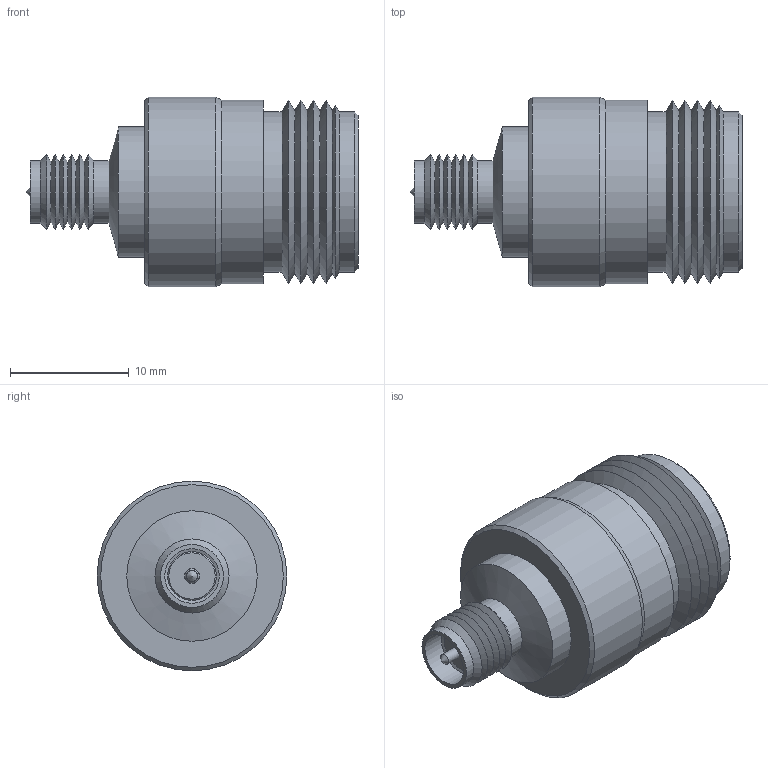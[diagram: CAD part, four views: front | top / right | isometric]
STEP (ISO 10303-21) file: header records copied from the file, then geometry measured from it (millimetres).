
FILE_DESCRIPTION (( 'STEP AP214' ), '1' );
FILE_NAME ('AXA-NFRSJ.STEP', '2018-01-05T16:05:09', ( '' ), ( '' ), 'SwSTEP 2.0', 'SolidWorks 2014', '' );
FILE_SCHEMA (( 'AUTOMOTIVE_DESIGN' ));
Length unit declared in the file: millimetre
Products named in the file (1): AXA-NFRSJ
Bounding box: 28 x 16 x 16 mm (x, y, z)
Volume: 3057.6 mm3; surface area: 2172.9 mm2
Topology: 1 solids, 1 shells, 84 faces, 173 edges, 98 vertices
Faces by surface type: cone 45, plane 25, cylinder 14
Full cylindrical faces by diameter (mm): 0.92 x1, 1.2 x1, 1.3 x1, 1.8 x1, 3 x1, 4.6 x1, 5.3 x2, 7 x1, 11 x1, 13.5 x2, 15.5 x1, 16 x1
Entity records: 2018 total; most frequent: CARTESIAN_POINT 421, DIRECTION 350, ORIENTED_EDGE 244, AXIS2_PLACEMENT_3D 167, EDGE_LOOP 138, EDGE_CURVE 122, FACE_OUTER_BOUND 98, VERTEX_POINT 94
